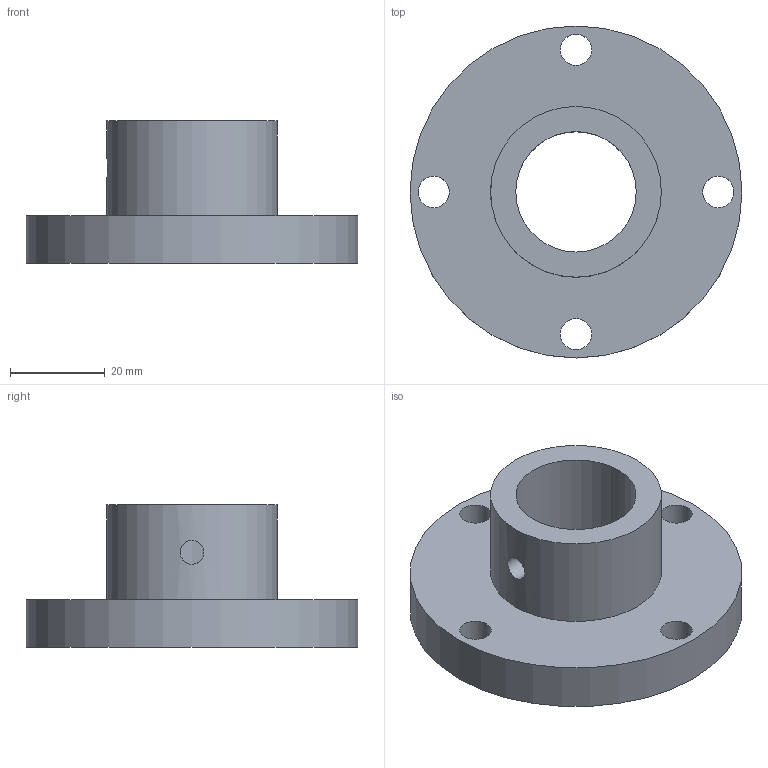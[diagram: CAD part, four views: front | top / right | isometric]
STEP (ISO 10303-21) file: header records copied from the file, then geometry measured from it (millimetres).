
FILE_DESCRIPTION(/* description */ (''),/* implementation_level */ '2;1');
FILE_NAME(/* name */ 'axel_holder.step',/* time_stamp */ '2020-09-24T16:15:37+10:00',/* author */ (''),/* organization */ (''),/* preprocessor_version */ 'ST-DEVELOPER v18.1',/* originating_system */ 'Autodesk Translation Framework v9.3.0.1241',/* authorisation */ '');
FILE_SCHEMA (('AUTOMOTIVE_DESIGN { 1 0 10303 214 3 1 1 }'));
Length unit declared in the file: millimetre
Products named in the file (1): axel_holder
Bounding box: 70 x 70 x 30 mm (x, y, z)
Volume: 42166.4 mm3; surface area: 14138.6 mm2
Topology: 1 solids, 1 shells, 11 faces, 29 edges, 20 vertices
Faces by surface type: cylinder 8, plane 3
Full cylindrical faces by diameter (mm): 5.035 x1, 6.6 x4, 25.4 x1, 36 x1, 70 x1
Entity records: 475 total; most frequent: CARTESIAN_POINT 131, DIRECTION 61, ORIENTED_EDGE 58, EDGE_CURVE 29, AXIS2_PLACEMENT_3D 26, EDGE_LOOP 23, VERTEX_POINT 20, CIRCLE 14
